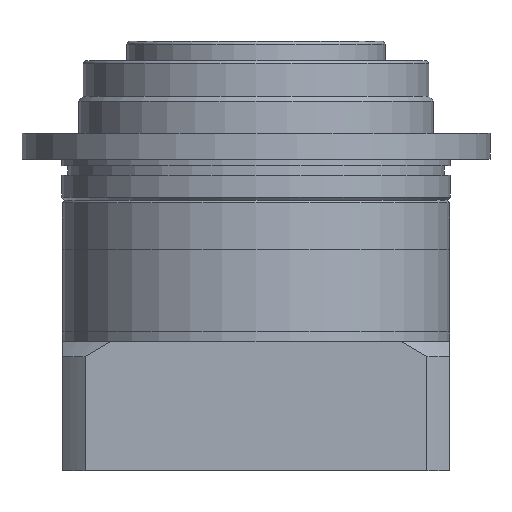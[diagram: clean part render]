
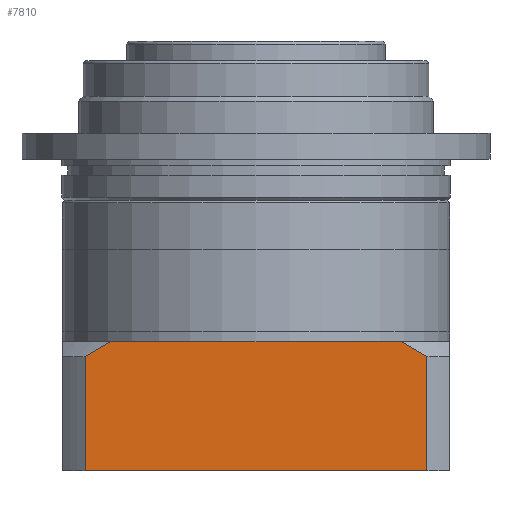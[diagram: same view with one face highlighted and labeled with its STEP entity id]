
A CAD part, front view. The second image highlights one B-rep face of the part: STEP entity #7810.
In plain terms, the highlighted planar face has unit normal (0, -1, 0).
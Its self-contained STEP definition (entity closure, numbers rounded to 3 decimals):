
#197 = ORIENTED_EDGE ( 'NONE', *, *, #2640, .T. ) ;
#213 = LINE ( 'NONE', #7269, #6933 ) ;
#304 = CARTESIAN_POINT ( 'NONE',  ( 50.308, -60., -3.055 ) ) ;
#531 = CARTESIAN_POINT ( 'NONE',  ( -47.673, -60., -1.496 ) ) ;
#571 = LINE ( 'NONE', #2681, #5758 ) ;
#649 = VECTOR ( 'NONE', #1938, 1000. ) ;
#697 = B_SPLINE_CURVE_WITH_KNOTS ( 'NONE', 3,
 ( #4851, #304, #1613, #6164 ),
 .UNSPECIFIED., .F., .F.,
 ( 4, 4 ),
 ( 0., 0.009 ),
 .UNSPECIFIED. ) ;
#1032 = CARTESIAN_POINT ( 'NONE',  ( 52.915, -60., -40. ) ) ;
#1051 = CARTESIAN_POINT ( 'NONE',  ( -52.915, -60., -4.663 ) ) ;
#1053 = CARTESIAN_POINT ( 'NONE',  ( 52.915, -60., -4.663 ) ) ;
#1055 = B_SPLINE_CURVE_WITH_KNOTS ( 'NONE', 3,
 ( #5702, #531, #5081, #1175 ),
 .UNSPECIFIED., .F., .F.,
 ( 4, 4 ),
 ( 0., 0.009 ),
 .UNSPECIFIED. ) ;
#1093 = ORIENTED_EDGE ( 'NONE', *, *, #1192, .T. ) ;
#1175 = CARTESIAN_POINT ( 'NONE',  ( -52.915, -60., -4.663 ) ) ;
#1192 = EDGE_CURVE ( 'NONE', #6393, #4446, #1055, .T. ) ;
#1327 = FACE_OUTER_BOUND ( 'NONE', #7613, .T. ) ;
#1613 = CARTESIAN_POINT ( 'NONE',  ( 47.673, -60., -1.496 ) ) ;
#1691 = PLANE ( 'NONE',  #3819 ) ;
#1704 = CARTESIAN_POINT ( 'NONE',  ( 45., -60., 0. ) ) ;
#1733 = CARTESIAN_POINT ( 'NONE',  ( 52.915, -60., -40. ) ) ;
#1770 = EDGE_CURVE ( 'NONE', #2827, #6393, #6189, .T. ) ;
#1938 = DIRECTION ( 'NONE',  ( -1., 0., 0. ) ) ;
#2394 = ORIENTED_EDGE ( 'NONE', *, *, #8157, .F. ) ;
#2453 = CARTESIAN_POINT ( 'NONE',  ( -52.915, -60., -40. ) ) ;
#2640 = EDGE_CURVE ( 'NONE', #4450, #2827, #3490, .T. ) ;
#2681 = CARTESIAN_POINT ( 'NONE',  ( 52.915, -60., -40. ) ) ;
#2827 = VERTEX_POINT ( 'NONE', #4711 ) ;
#3490 = LINE ( 'NONE', #5829, #649 ) ;
#3628 = DIRECTION ( 'NONE',  ( 0., 1., 0. ) ) ;
#3736 = VERTEX_POINT ( 'NONE', #1053 ) ;
#3738 = CARTESIAN_POINT ( 'NONE',  ( -45., -60., 0. ) ) ;
#3819 = AXIS2_PLACEMENT_3D ( 'NONE', #1032, #3628, #6247 ) ;
#4173 = ORIENTED_EDGE ( 'NONE', *, *, #1770, .T. ) ;
#4317 = DIRECTION ( 'NONE',  ( -1., 0., 0. ) ) ;
#4436 = CARTESIAN_POINT ( 'NONE',  ( 52.915, -60., -40. ) ) ;
#4446 = VERTEX_POINT ( 'NONE', #1051 ) ;
#4450 = VERTEX_POINT ( 'NONE', #1704 ) ;
#4676 = ORIENTED_EDGE ( 'NONE', *, *, #6033, .T. ) ;
#4711 = CARTESIAN_POINT ( 'NONE',  ( 0., -60., 0. ) ) ;
#4851 = CARTESIAN_POINT ( 'NONE',  ( 52.915, -60., -4.663 ) ) ;
#5081 = CARTESIAN_POINT ( 'NONE',  ( -50.308, -60., -3.055 ) ) ;
#5236 = EDGE_CURVE ( 'NONE', #7142, #7612, #571, .T. ) ;
#5460 = ORIENTED_EDGE ( 'NONE', *, *, #7726, .T. ) ;
#5702 = CARTESIAN_POINT ( 'NONE',  ( -45., -60., 0. ) ) ;
#5758 = VECTOR ( 'NONE', #7246, 1000. ) ;
#5829 = CARTESIAN_POINT ( 'NONE',  ( 52.915, -60., 0. ) ) ;
#6033 = EDGE_CURVE ( 'NONE', #7142, #3736, #6766, .T. ) ;
#6164 = CARTESIAN_POINT ( 'NONE',  ( 45., -60., 0. ) ) ;
#6189 = LINE ( 'NONE', #8230, #6399 ) ;
#6247 = DIRECTION ( 'NONE',  ( 0., 0., 1. ) ) ;
#6332 = VECTOR ( 'NONE', #6959, 1000. ) ;
#6393 = VERTEX_POINT ( 'NONE', #3738 ) ;
#6399 = VECTOR ( 'NONE', #4317, 1000. ) ;
#6614 = DIRECTION ( 'NONE',  ( 0., 0., 1. ) ) ;
#6766 = LINE ( 'NONE', #1733, #6332 ) ;
#6899 = ORIENTED_EDGE ( 'NONE', *, *, #5236, .F. ) ;
#6933 = VECTOR ( 'NONE', #6614, 1000. ) ;
#6959 = DIRECTION ( 'NONE',  ( 0., 0., 1. ) ) ;
#7142 = VERTEX_POINT ( 'NONE', #4436 ) ;
#7246 = DIRECTION ( 'NONE',  ( -1., 0., 0. ) ) ;
#7269 = CARTESIAN_POINT ( 'NONE',  ( -52.915, -60., -40. ) ) ;
#7612 = VERTEX_POINT ( 'NONE', #2453 ) ;
#7613 = EDGE_LOOP ( 'NONE', ( #4676, #5460, #197, #4173, #1093, #2394, #6899 ) ) ;
#7726 = EDGE_CURVE ( 'NONE', #3736, #4450, #697, .T. ) ;
#7810 = ADVANCED_FACE ( 'NONE', ( #1327 ), #1691, .F. ) ;
#8157 = EDGE_CURVE ( 'NONE', #7612, #4446, #213, .T. ) ;
#8230 = CARTESIAN_POINT ( 'NONE',  ( 52.915, -60., 0. ) ) ;
